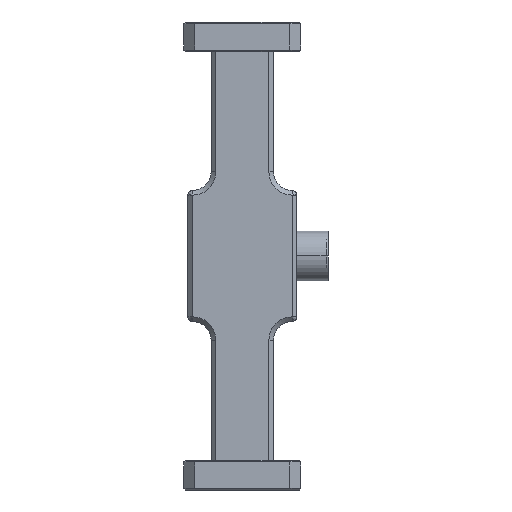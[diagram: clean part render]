
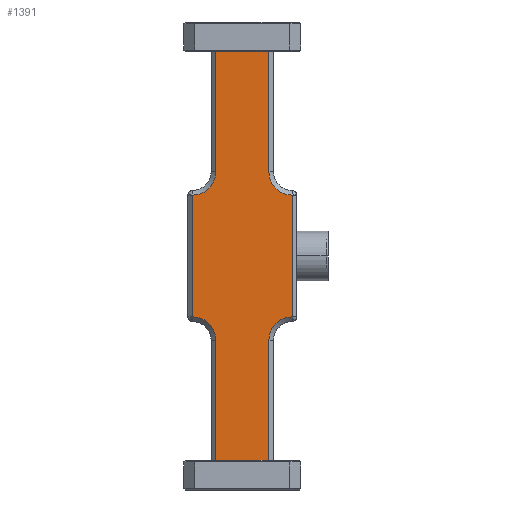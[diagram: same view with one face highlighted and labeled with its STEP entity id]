
A CAD part, front view. The second image highlights one B-rep face of the part: STEP entity #1391.
In plain terms, the highlighted planar face has unit normal (0, -1, 0).
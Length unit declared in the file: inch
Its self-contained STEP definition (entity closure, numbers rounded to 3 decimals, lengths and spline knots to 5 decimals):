
#429 = CARTESIAN_POINT ( 'NONE',  ( 0.32, -0.15, 0.39 ) ) ;
#601 = VERTEX_POINT ( 'NONE', #7209 ) ;
#705 = EDGE_CURVE ( 'NONE', #7567, #10809, #2713, .T. ) ;
#721 = ORIENTED_EDGE ( 'NONE', *, *, #4168, .T. ) ;
#726 = ORIENTED_EDGE ( 'NONE', *, *, #9694, .T. ) ;
#779 = DIRECTION ( 'NONE',  ( 0., 0., 1. ) ) ;
#958 = VECTOR ( 'NONE', #2213, 39.37008 ) ;
#1274 = VERTEX_POINT ( 'NONE', #6089 ) ;
#1344 = EDGE_CURVE ( 'NONE', #11061, #7567, #10014, .T. ) ;
#1383 = CARTESIAN_POINT ( 'NONE',  ( 0.17, -0.15, 1.31 ) ) ;
#1391 = ADVANCED_FACE ( 'NONE', ( #5509 ), #3828, .F. ) ;
#1395 = DIRECTION ( 'NONE',  ( 0., 0., 1. ) ) ;
#1446 = CARTESIAN_POINT ( 'NONE',  ( -0.32, -0.15, 0.54 ) ) ;
#1534 = VERTEX_POINT ( 'NONE', #10291 ) ;
#1721 = CARTESIAN_POINT ( 'NONE',  ( -0.17, -0.15, -1.31 ) ) ;
#1989 = CARTESIAN_POINT ( 'NONE',  ( 0.17, -0.15, -0.54 ) ) ;
#2213 = DIRECTION ( 'NONE',  ( 0., 0., -1. ) ) ;
#2296 = CARTESIAN_POINT ( 'NONE',  ( -0.17, -0.15, 1.31 ) ) ;
#2359 = CARTESIAN_POINT ( 'NONE',  ( 0.2, -0.15, -1.31 ) ) ;
#2477 = DIRECTION ( 'NONE',  ( 0., 0., 1. ) ) ;
#2535 = LINE ( 'NONE', #7812, #7091 ) ;
#2682 = EDGE_CURVE ( 'NONE', #601, #5554, #2535, .T. ) ;
#2713 = CIRCLE ( 'NONE', #5381, 0.15 ) ;
#3114 = VERTEX_POINT ( 'NONE', #8662 ) ;
#3158 = DIRECTION ( 'NONE',  ( 0., 1., 0. ) ) ;
#3322 = ORIENTED_EDGE ( 'NONE', *, *, #7253, .T. ) ;
#3365 = CIRCLE ( 'NONE', #6953, 0.15 ) ;
#3407 = CARTESIAN_POINT ( 'NONE',  ( 0.32, -0.15, 0.39 ) ) ;
#3435 = EDGE_CURVE ( 'NONE', #10718, #10121, #3694, .T. ) ;
#3694 = LINE ( 'NONE', #9817, #8661 ) ;
#3772 = CARTESIAN_POINT ( 'NONE',  ( 0.2, -0.15, -1.5 ) ) ;
#3828 = PLANE ( 'NONE',  #4435 ) ;
#3863 = ORIENTED_EDGE ( 'NONE', *, *, #705, .T. ) ;
#3886 = DIRECTION ( 'NONE',  ( 0., 0., 1. ) ) ;
#3901 = VECTOR ( 'NONE', #7641, 39.37008 ) ;
#3906 = DIRECTION ( 'NONE',  ( 0., 0., -1. ) ) ;
#3922 = CARTESIAN_POINT ( 'NONE',  ( -0.32, -0.15, -0.54 ) ) ;
#3954 = LINE ( 'NONE', #4123, #958 ) ;
#4071 = EDGE_LOOP ( 'NONE', ( #8605, #9898, #3863, #10405, #8327, #6605, #11128, #3322, #4893, #721, #726, #4410 ) ) ;
#4079 = VECTOR ( 'NONE', #5565, 39.37008 ) ;
#4123 = CARTESIAN_POINT ( 'NONE',  ( -0.32, -0.15, -0.39 ) ) ;
#4140 = LINE ( 'NONE', #2359, #8031 ) ;
#4146 = DIRECTION ( 'NONE',  ( 0., 1., 0. ) ) ;
#4168 = EDGE_CURVE ( 'NONE', #1274, #3114, #3954, .T. ) ;
#4317 = CARTESIAN_POINT ( 'NONE',  ( 0.17, -0.15, -1.31 ) ) ;
#4410 = ORIENTED_EDGE ( 'NONE', *, *, #2682, .T. ) ;
#4435 = AXIS2_PLACEMENT_3D ( 'NONE', #3772, #7208, #3886 ) ;
#4893 = ORIENTED_EDGE ( 'NONE', *, *, #8478, .T. ) ;
#5030 = LINE ( 'NONE', #3407, #9626 ) ;
#5139 = AXIS2_PLACEMENT_3D ( 'NONE', #3922, #9264, #2477 ) ;
#5381 = AXIS2_PLACEMENT_3D ( 'NONE', #10064, #3158, #6689 ) ;
#5509 = FACE_OUTER_BOUND ( 'NONE', #4071, .T. ) ;
#5529 = CARTESIAN_POINT ( 'NONE',  ( -0.17, -0.15, -1.5 ) ) ;
#5554 = VERTEX_POINT ( 'NONE', #1721 ) ;
#5565 = DIRECTION ( 'NONE',  ( 0., 0., 1. ) ) ;
#5778 = LINE ( 'NONE', #8429, #3901 ) ;
#5879 = CIRCLE ( 'NONE', #6774, 0.15 ) ;
#5900 = CARTESIAN_POINT ( 'NONE',  ( 0.32, -0.15, 0.54 ) ) ;
#6089 = CARTESIAN_POINT ( 'NONE',  ( -0.32, -0.15, 0.39 ) ) ;
#6279 = CARTESIAN_POINT ( 'NONE',  ( 0.32, -0.15, -0.39 ) ) ;
#6323 = DIRECTION ( 'NONE',  ( 0., 0., 1. ) ) ;
#6391 = VERTEX_POINT ( 'NONE', #2296 ) ;
#6605 = ORIENTED_EDGE ( 'NONE', *, *, #3435, .T. ) ;
#6689 = DIRECTION ( 'NONE',  ( 0., 0., 1. ) ) ;
#6774 = AXIS2_PLACEMENT_3D ( 'NONE', #5900, #4146, #779 ) ;
#6831 = DIRECTION ( 'NONE',  ( 0., 0., 1. ) ) ;
#6953 = AXIS2_PLACEMENT_3D ( 'NONE', #1446, #9088, #1395 ) ;
#6993 = VERTEX_POINT ( 'NONE', #429 ) ;
#7091 = VECTOR ( 'NONE', #10007, 39.37008 ) ;
#7208 = DIRECTION ( 'NONE',  ( 0., 1., 0. ) ) ;
#7209 = CARTESIAN_POINT ( 'NONE',  ( -0.17, -0.15, -0.54 ) ) ;
#7253 = EDGE_CURVE ( 'NONE', #6391, #1534, #10654, .T. ) ;
#7262 = CARTESIAN_POINT ( 'NONE',  ( 0.17, -0.15, -1.5 ) ) ;
#7567 = VERTEX_POINT ( 'NONE', #1989 ) ;
#7580 = DIRECTION ( 'NONE',  ( 1., 0., 0. ) ) ;
#7641 = DIRECTION ( 'NONE',  ( -1., 0., 0. ) ) ;
#7812 = CARTESIAN_POINT ( 'NONE',  ( -0.17, -0.15, -1.5 ) ) ;
#7860 = CIRCLE ( 'NONE', #5139, 0.15 ) ;
#8031 = VECTOR ( 'NONE', #7580, 39.37008 ) ;
#8327 = ORIENTED_EDGE ( 'NONE', *, *, #10953, .T. ) ;
#8429 = CARTESIAN_POINT ( 'NONE',  ( 0.2, -0.15, 1.31 ) ) ;
#8472 = VECTOR ( 'NONE', #3906, 39.37008 ) ;
#8478 = EDGE_CURVE ( 'NONE', #1534, #1274, #3365, .T. ) ;
#8523 = EDGE_CURVE ( 'NONE', #5554, #11061, #4140, .T. ) ;
#8605 = ORIENTED_EDGE ( 'NONE', *, *, #8523, .T. ) ;
#8661 = VECTOR ( 'NONE', #6323, 39.37008 ) ;
#8662 = CARTESIAN_POINT ( 'NONE',  ( -0.32, -0.15, -0.39 ) ) ;
#9088 = DIRECTION ( 'NONE',  ( 0., 1., 0. ) ) ;
#9264 = DIRECTION ( 'NONE',  ( 0., 1., 0. ) ) ;
#9626 = VECTOR ( 'NONE', #6831, 39.37008 ) ;
#9694 = EDGE_CURVE ( 'NONE', #3114, #601, #7860, .T. ) ;
#9817 = CARTESIAN_POINT ( 'NONE',  ( 0.17, -0.15, -1.5 ) ) ;
#9898 = ORIENTED_EDGE ( 'NONE', *, *, #1344, .T. ) ;
#10007 = DIRECTION ( 'NONE',  ( 0., 0., -1. ) ) ;
#10014 = LINE ( 'NONE', #7262, #4079 ) ;
#10064 = CARTESIAN_POINT ( 'NONE',  ( 0.32, -0.15, -0.54 ) ) ;
#10121 = VERTEX_POINT ( 'NONE', #1383 ) ;
#10291 = CARTESIAN_POINT ( 'NONE',  ( -0.17, -0.15, 0.54 ) ) ;
#10307 = EDGE_CURVE ( 'NONE', #10809, #6993, #5030, .T. ) ;
#10405 = ORIENTED_EDGE ( 'NONE', *, *, #10307, .T. ) ;
#10654 = LINE ( 'NONE', #5529, #8472 ) ;
#10718 = VERTEX_POINT ( 'NONE', #10991 ) ;
#10809 = VERTEX_POINT ( 'NONE', #6279 ) ;
#10953 = EDGE_CURVE ( 'NONE', #6993, #10718, #5879, .T. ) ;
#10972 = EDGE_CURVE ( 'NONE', #10121, #6391, #5778, .T. ) ;
#10991 = CARTESIAN_POINT ( 'NONE',  ( 0.17, -0.15, 0.54 ) ) ;
#11061 = VERTEX_POINT ( 'NONE', #4317 ) ;
#11128 = ORIENTED_EDGE ( 'NONE', *, *, #10972, .T. ) ;
